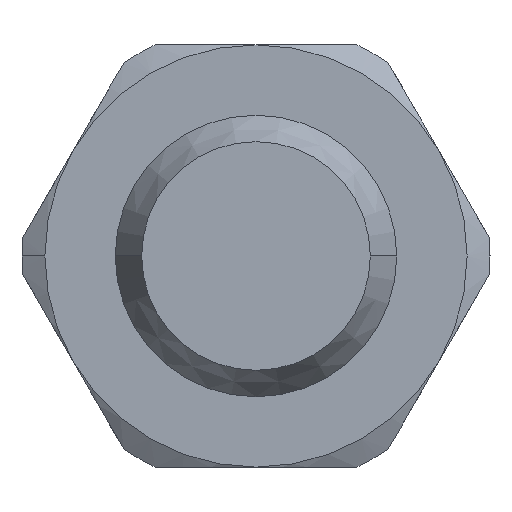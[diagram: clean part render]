
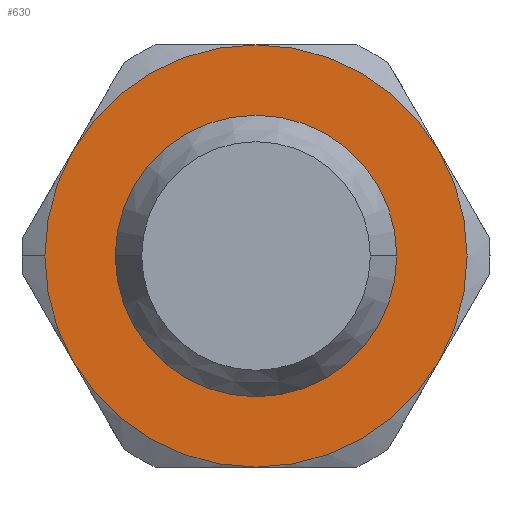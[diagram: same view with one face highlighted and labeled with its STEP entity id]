
A CAD part, front view. The second image highlights one B-rep face of the part: STEP entity #630.
In plain terms, the highlighted planar face has unit normal (0, -1, 0).
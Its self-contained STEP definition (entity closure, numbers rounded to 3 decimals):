
#2 = DIRECTION ( 'NONE',  ( 0., 1., 0. ) ) ;
#6 = EDGE_CURVE ( 'NONE', #614, #109, #25, .T. ) ;
#13 = VERTEX_POINT ( 'NONE', #293 ) ;
#20 = EDGE_CURVE ( 'NONE', #897, #767, #558, .T. ) ;
#25 = CIRCLE ( 'NONE', #167, 4. ) ;
#31 = CARTESIAN_POINT ( 'NONE',  ( 0., 5.4, 0. ) ) ;
#35 = DIRECTION ( 'NONE',  ( 0., 1., 0. ) ) ;
#39 = DIRECTION ( 'NONE',  ( -1., 0., 0. ) ) ;
#44 = CIRCLE ( 'NONE', #1005, 6. ) ;
#84 = AXIS2_PLACEMENT_3D ( 'NONE', #724, #302, #980 ) ;
#85 = CARTESIAN_POINT ( 'NONE',  ( -5.196, 5.4, -3. ) ) ;
#87 = EDGE_CURVE ( 'NONE', #13, #134, #1008, .T. ) ;
#106 = VERTEX_POINT ( 'NONE', #85 ) ;
#109 = VERTEX_POINT ( 'NONE', #774 ) ;
#134 = VERTEX_POINT ( 'NONE', #817 ) ;
#153 = DIRECTION ( 'NONE',  ( -1., 0., 0. ) ) ;
#167 = AXIS2_PLACEMENT_3D ( 'NONE', #642, #361, #556 ) ;
#225 = EDGE_LOOP ( 'NONE', ( #762, #877 ) ) ;
#271 = ORIENTED_EDGE ( 'NONE', *, *, #591, .F. ) ;
#275 = AXIS2_PLACEMENT_3D ( 'NONE', #352, #357, #363 ) ;
#288 = DIRECTION ( 'NONE',  ( 0., 1., 0. ) ) ;
#293 = CARTESIAN_POINT ( 'NONE',  ( 5.196, 5.4, -3. ) ) ;
#302 = DIRECTION ( 'NONE',  ( 0., 1., 0. ) ) ;
#310 = EDGE_CURVE ( 'NONE', #940, #13, #986, .T. ) ;
#329 = VERTEX_POINT ( 'NONE', #900 ) ;
#352 = CARTESIAN_POINT ( 'NONE',  ( 0., 5.4, 0. ) ) ;
#357 = DIRECTION ( 'NONE',  ( 0., 1., 0. ) ) ;
#361 = DIRECTION ( 'NONE',  ( 0., 1., 0. ) ) ;
#363 = DIRECTION ( 'NONE',  ( -1., 0., 0. ) ) ;
#378 = EDGE_CURVE ( 'NONE', #106, #329, #612, .T. ) ;
#429 = CARTESIAN_POINT ( 'NONE',  ( 0., 5.4, 0. ) ) ;
#457 = CARTESIAN_POINT ( 'NONE',  ( 0., 5.4, 6. ) ) ;
#458 = ORIENTED_EDGE ( 'NONE', *, *, #87, .F. ) ;
#502 = AXIS2_PLACEMENT_3D ( 'NONE', #675, #671, #860 ) ;
#507 = CARTESIAN_POINT ( 'NONE',  ( -5.196, 5.4, 3. ) ) ;
#508 = AXIS2_PLACEMENT_3D ( 'NONE', #969, #944, #726 ) ;
#556 = DIRECTION ( 'NONE',  ( -1., 0., 0. ) ) ;
#558 = CIRCLE ( 'NONE', #502, 6. ) ;
#573 = DIRECTION ( 'NONE',  ( 0., 1., 0. ) ) ;
#591 = EDGE_CURVE ( 'NONE', #329, #897, #904, .T. ) ;
#603 = EDGE_CURVE ( 'NONE', #134, #106, #616, .T. ) ;
#612 = CIRCLE ( 'NONE', #732, 6. ) ;
#614 = VERTEX_POINT ( 'NONE', #654 ) ;
#616 = CIRCLE ( 'NONE', #958, 6. ) ;
#630 = ADVANCED_FACE ( 'NONE', ( #718, #902 ), #665, .F. ) ;
#634 = CARTESIAN_POINT ( 'NONE',  ( 0., 5.4, 0. ) ) ;
#642 = CARTESIAN_POINT ( 'NONE',  ( 0., 5.4, 0. ) ) ;
#654 = CARTESIAN_POINT ( 'NONE',  ( 4., 5.4, 0. ) ) ;
#665 = PLANE ( 'NONE',  #84 ) ;
#671 = DIRECTION ( 'NONE',  ( 0., 1., 0. ) ) ;
#675 = CARTESIAN_POINT ( 'NONE',  ( 0., 5.4, 0. ) ) ;
#702 = ORIENTED_EDGE ( 'NONE', *, *, #310, .F. ) ;
#704 = EDGE_LOOP ( 'NONE', ( #929, #271, #751, #740, #458, #702, #846 ) ) ;
#710 = DIRECTION ( 'NONE',  ( -1., 0., 0. ) ) ;
#718 = FACE_OUTER_BOUND ( 'NONE', #704, .T. ) ;
#724 = CARTESIAN_POINT ( 'NONE',  ( 4., 5.4, 0. ) ) ;
#726 = DIRECTION ( 'NONE',  ( -1., 0., 0. ) ) ;
#732 = AXIS2_PLACEMENT_3D ( 'NONE', #634, #2, #815 ) ;
#740 = ORIENTED_EDGE ( 'NONE', *, *, #603, .F. ) ;
#751 = ORIENTED_EDGE ( 'NONE', *, *, #378, .F. ) ;
#762 = ORIENTED_EDGE ( 'NONE', *, *, #1076, .T. ) ;
#767 = VERTEX_POINT ( 'NONE', #457 ) ;
#774 = CARTESIAN_POINT ( 'NONE',  ( -4., 5.4, 0. ) ) ;
#815 = DIRECTION ( 'NONE',  ( -1., 0., 0. ) ) ;
#817 = CARTESIAN_POINT ( 'NONE',  ( 0., 5.4, -6. ) ) ;
#846 = ORIENTED_EDGE ( 'NONE', *, *, #943, .F. ) ;
#847 = AXIS2_PLACEMENT_3D ( 'NONE', #1028, #288, #710 ) ;
#860 = DIRECTION ( 'NONE',  ( -1., 0., 0. ) ) ;
#869 = CARTESIAN_POINT ( 'NONE',  ( 5.196, 5.4, 3. ) ) ;
#877 = ORIENTED_EDGE ( 'NONE', *, *, #6, .T. ) ;
#892 = DIRECTION ( 'NONE',  ( -1., 0., 0. ) ) ;
#897 = VERTEX_POINT ( 'NONE', #507 ) ;
#900 = CARTESIAN_POINT ( 'NONE',  ( -6., 5.4, 0. ) ) ;
#902 = FACE_BOUND ( 'NONE', #225, .T. ) ;
#904 = CIRCLE ( 'NONE', #1069, 6. ) ;
#919 = CIRCLE ( 'NONE', #275, 4. ) ;
#929 = ORIENTED_EDGE ( 'NONE', *, *, #20, .F. ) ;
#940 = VERTEX_POINT ( 'NONE', #869 ) ;
#943 = EDGE_CURVE ( 'NONE', #767, #940, #44, .T. ) ;
#944 = DIRECTION ( 'NONE',  ( 0., 1., 0. ) ) ;
#958 = AXIS2_PLACEMENT_3D ( 'NONE', #429, #966, #153 ) ;
#966 = DIRECTION ( 'NONE',  ( 0., 1., 0. ) ) ;
#969 = CARTESIAN_POINT ( 'NONE',  ( 0., 5.4, 0. ) ) ;
#980 = DIRECTION ( 'NONE',  ( -1., 0., 0. ) ) ;
#986 = CIRCLE ( 'NONE', #847, 6. ) ;
#1005 = AXIS2_PLACEMENT_3D ( 'NONE', #31, #35, #39 ) ;
#1008 = CIRCLE ( 'NONE', #508, 6. ) ;
#1026 = CARTESIAN_POINT ( 'NONE',  ( 0., 5.4, 0. ) ) ;
#1028 = CARTESIAN_POINT ( 'NONE',  ( 0., 5.4, 0. ) ) ;
#1069 = AXIS2_PLACEMENT_3D ( 'NONE', #1026, #573, #892 ) ;
#1076 = EDGE_CURVE ( 'NONE', #109, #614, #919, .T. ) ;
